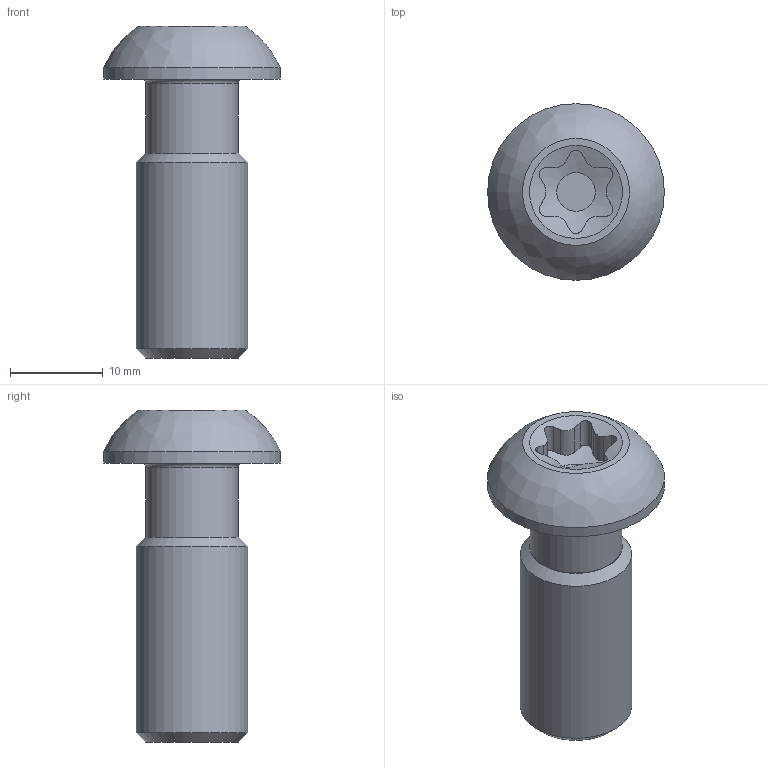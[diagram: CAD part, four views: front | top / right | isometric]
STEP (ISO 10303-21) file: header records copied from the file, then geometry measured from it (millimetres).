
FILE_DESCRIPTION(('STEP AP203'),'1');
FILE_NAME('FIXE10B1450.stp','2023-10-18T06:46:49',(' '),(' '),'Spatial InterOp 3D',' ',' ');
FILE_SCHEMA(('CONFIG_CONTROL_DESIGN'));
Length unit declared in the file: millimetre
Products named in the file (1): Vis S12x30 T50 Torx traité GEOMET GRADE B P10
Bounding box: 19 x 19 x 35.7 mm (x, y, z)
Volume: 4141 mm3; surface area: 1947.7 mm2
Topology: 1 solids, 1 shells, 44 faces, 113 edges, 74 vertices
Faces by surface type: plane 23, cylinder 15, cone 4, bspline 1, torus 1
Full cylindrical faces by diameter (mm): 9.9 x1, 12 x1, 19 x1
Entity records: 1615 total; most frequent: CARTESIAN_POINT 516, ORIENTED_EDGE 204, DIRECTION 160, EDGE_CURVE 102, VERTEX_POINT 72, AXIS2_PLACEMENT_3D 68, EDGE_LOOP 56, B_SPLINE_CURVE_WITH_KNOTS 54
